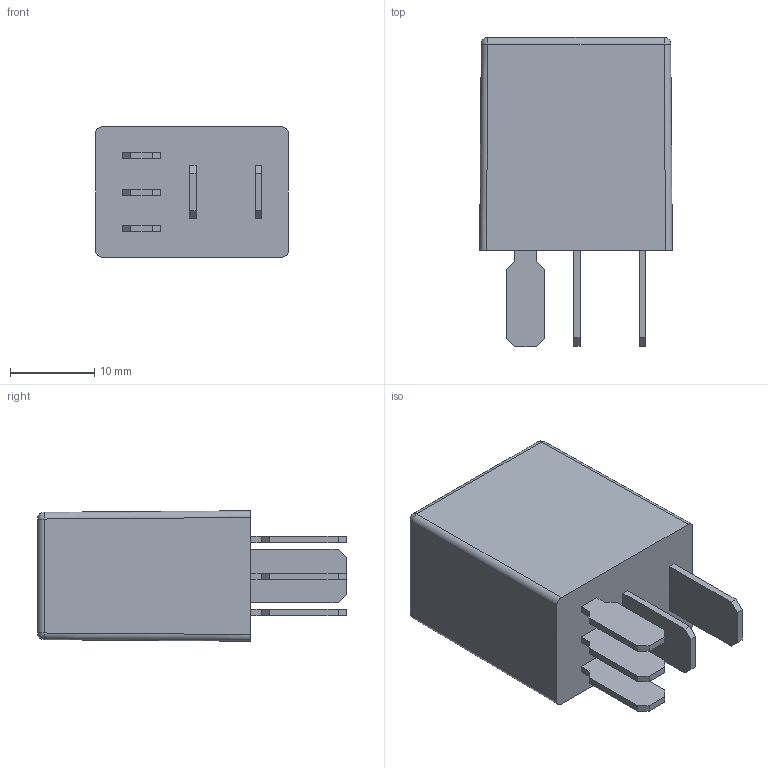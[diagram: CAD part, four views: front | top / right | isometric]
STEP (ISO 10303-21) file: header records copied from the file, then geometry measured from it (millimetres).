
FILE_DESCRIPTION (( 'STEP AP203' ), '1' );
FILE_NAME ('Pieza1.STEP', '2024-10-16T10:02:36', ( '' ), ( '' ), 'SwSTEP 2.0', 'SolidWorks 2017', '' );
FILE_SCHEMA (( 'CONFIG_CONTROL_DESIGN' ));
Length unit declared in the file: millimetre
Products named in the file (1): Pieza1
Bounding box: 22.9 x 36.7 x 15.5 mm (x, y, z)
Volume: 9001.6 mm3; surface area: 3226.1 mm2
Topology: 1 solids, 1 shells, 65 faces, 166 edges, 104 vertices
Faces by surface type: plane 53, cylinder 8, sphere 4
Entity records: 1969 total; most frequent: CARTESIAN_POINT 344, ORIENTED_EDGE 324, DIRECTION 302, EDGE_CURVE 162, LINE 146, VECTOR 146, VERTEX_POINT 104, AXIS2_PLACEMENT_3D 78
